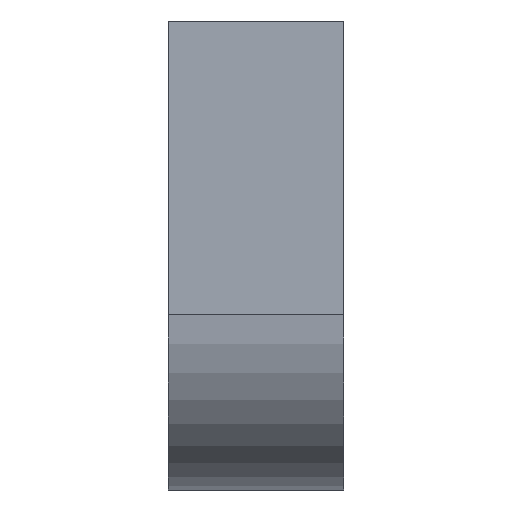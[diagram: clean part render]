
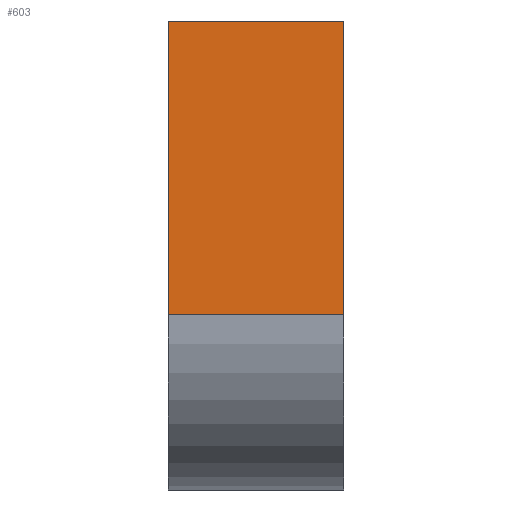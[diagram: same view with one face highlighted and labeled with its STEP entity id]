
A CAD part, left-side view. The second image highlights one B-rep face of the part: STEP entity #603.
In plain terms, the highlighted planar face has unit normal (-1, 0, 0).
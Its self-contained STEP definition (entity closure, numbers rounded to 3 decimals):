
#43=PLANE('',#682);
#73=FACE_OUTER_BOUND('',#115,.T.);
#115=EDGE_LOOP('',(#519,#520,#521,#522));
#155=LINE('',#966,#205);
#167=LINE('',#1016,#217);
#171=LINE('',#1026,#221);
#172=LINE('',#1027,#222);
#205=VECTOR('',#784,10.);
#217=VECTOR('',#838,10.);
#221=VECTOR('',#850,10.);
#222=VECTOR('',#851,10.);
#292=VERTEX_POINT('',#963);
#293=VERTEX_POINT('',#965);
#309=VERTEX_POINT('',#1013);
#312=VERTEX_POINT('',#1025);
#361=EDGE_CURVE('',#292,#293,#155,.T.);
#384=EDGE_CURVE('',#309,#292,#167,.T.);
#389=EDGE_CURVE('',#309,#312,#171,.T.);
#390=EDGE_CURVE('',#293,#312,#172,.T.);
#519=ORIENTED_EDGE('',*,*,#384,.F.);
#520=ORIENTED_EDGE('',*,*,#389,.T.);
#521=ORIENTED_EDGE('',*,*,#390,.F.);
#522=ORIENTED_EDGE('',*,*,#361,.F.);
#603=ADVANCED_FACE('',(#73),#43,.T.);
#682=AXIS2_PLACEMENT_3D('',#1024,#848,#849);
#784=DIRECTION('',(0.,0.,1.));
#838=DIRECTION('',(0.,1.,0.));
#848=DIRECTION('center_axis',(-1.,0.,0.));
#849=DIRECTION('ref_axis',(0.,-1.,0.));
#850=DIRECTION('',(0.,0.,1.));
#851=DIRECTION('',(0.,-1.,0.));
#963=CARTESIAN_POINT('',(0.,12.,12.));
#965=CARTESIAN_POINT('',(0.,12.,32.));
#966=CARTESIAN_POINT('',(0.,12.,0.));
#1013=CARTESIAN_POINT('',(0.,0.,12.));
#1016=CARTESIAN_POINT('',(0.,12.,12.));
#1024=CARTESIAN_POINT('Origin',(0.,12.,0.));
#1025=CARTESIAN_POINT('',(0.,0.,32.));
#1026=CARTESIAN_POINT('',(0.,0.,0.));
#1027=CARTESIAN_POINT('',(0.,12.,32.));
